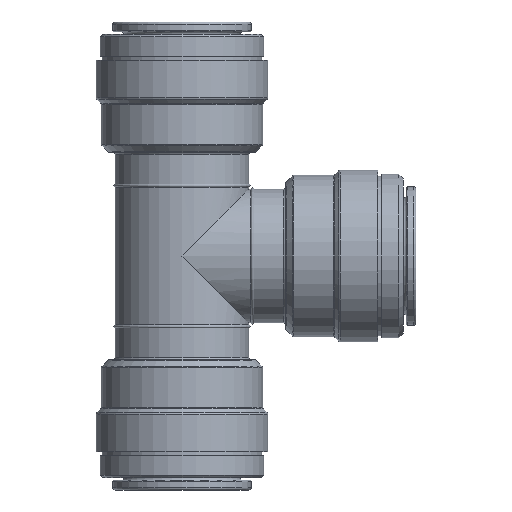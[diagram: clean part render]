
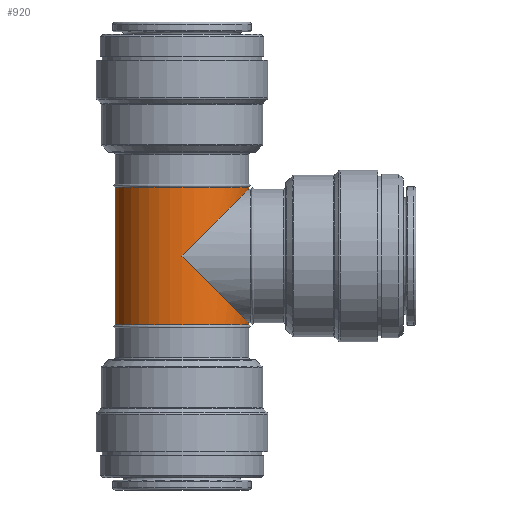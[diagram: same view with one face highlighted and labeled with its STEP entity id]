
A CAD part, left-side view. The second image highlights one B-rep face of the part: STEP entity #920.
In plain terms, the highlighted cylindrical face has radius 13.75 mm (diameter 27.5 mm), a full revolution.
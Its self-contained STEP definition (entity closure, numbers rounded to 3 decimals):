
#82=ELLIPSE('',#1027,19.445,13.75);
#83=ELLIPSE('',#1028,19.445,13.75);
#88=ORIENTED_EDGE('',*,*,#270,.F.);
#89=ORIENTED_EDGE('',*,*,#271,.F.);
#90=ORIENTED_EDGE('',*,*,#272,.F.);
#91=ORIENTED_EDGE('',*,*,#273,.T.);
#270=EDGE_CURVE('',#361,#361,#450,.T.);
#271=EDGE_CURVE('',#362,#363,#82,.T.);
#272=EDGE_CURVE('',#363,#362,#83,.F.);
#273=EDGE_CURVE('',#364,#364,#451,.T.);
#361=VERTEX_POINT('',#1571);
#362=VERTEX_POINT('',#1573);
#363=VERTEX_POINT('',#1574);
#364=VERTEX_POINT('',#1577);
#450=CIRCLE('',#1026,13.75);
#451=CIRCLE('',#1029,13.75);
#538=EDGE_LOOP('',(#88));
#539=EDGE_LOOP('',(#89,#90));
#540=EDGE_LOOP('',(#91));
#716=FACE_BOUND('',#538,.T.);
#717=FACE_BOUND('',#539,.T.);
#718=FACE_BOUND('',#540,.T.);
#892=CYLINDRICAL_SURFACE('',#1025,13.75);
#920=ADVANCED_FACE('',(#716,#717,#718),#892,.T.);
#1025=AXIS2_PLACEMENT_3D('',#1569,#1211,#1212);
#1026=AXIS2_PLACEMENT_3D('',#1570,#1213,#1214);
#1027=AXIS2_PLACEMENT_3D('',#1572,#1215,#1216);
#1028=AXIS2_PLACEMENT_3D('',#1575,#1217,#1218);
#1029=AXIS2_PLACEMENT_3D('',#1576,#1219,#1220);
#1211=DIRECTION('',(0.,0.,1.));
#1212=DIRECTION('',(1.,0.,0.));
#1213=DIRECTION('',(0.,0.,1.));
#1214=DIRECTION('',(1.,0.,0.));
#1215=DIRECTION('',(0.,-0.707,0.707));
#1216=DIRECTION('',(0.,0.707,0.707));
#1217=DIRECTION('',(0.,0.707,0.707));
#1218=DIRECTION('',(0.,-0.707,0.707));
#1219=DIRECTION('',(0.,0.,1.));
#1220=DIRECTION('',(1.,0.,0.));
#1569=CARTESIAN_POINT('',(0.,0.,48.3));
#1570=CARTESIAN_POINT('',(0.,0.,14.24));
#1571=CARTESIAN_POINT('',(13.75,0.,14.24));
#1572=CARTESIAN_POINT('',(0.,0.,0.));
#1573=CARTESIAN_POINT('',(-13.75,0.,0.));
#1574=CARTESIAN_POINT('',(13.75,0.,0.));
#1575=CARTESIAN_POINT('',(0.,0.,0.));
#1576=CARTESIAN_POINT('',(0.,0.,-14.24));
#1577=CARTESIAN_POINT('',(13.75,0.,-14.24));
